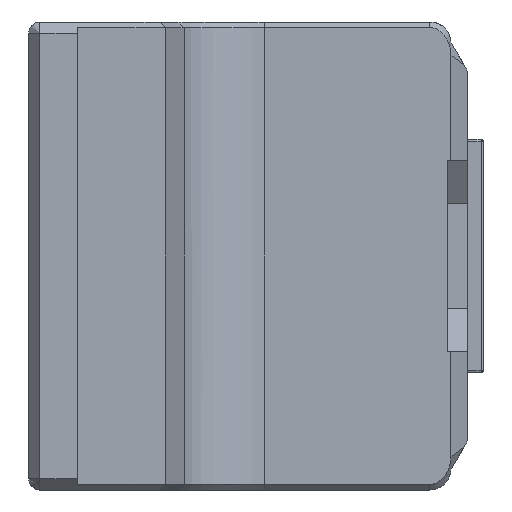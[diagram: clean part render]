
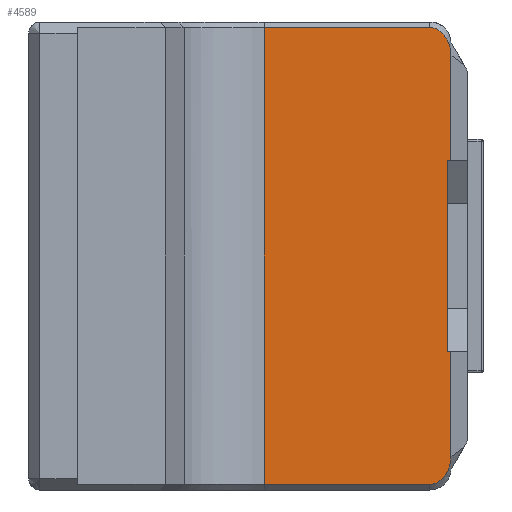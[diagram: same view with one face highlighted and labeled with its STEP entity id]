
A CAD part, front view. The second image highlights one B-rep face of the part: STEP entity #4589.
In plain terms, the highlighted free-form (B-spline) face has degree [1, 1] with [2, 2] control points.
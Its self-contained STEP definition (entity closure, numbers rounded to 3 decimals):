
#1706 = EDGE_CURVE('',#1707,#1709,#1711,.T.);
#1707 = VERTEX_POINT('',#1708);
#1708 = CARTESIAN_POINT('',(-6000.163,238.178,
    569.395));
#1709 = VERTEX_POINT('',#1710);
#1710 = CARTESIAN_POINT('',(-6000.163,238.178,
    1195.366));
#1711 = B_SPLINE_CURVE_WITH_KNOTS('',1,(#1712,#1713),.UNSPECIFIED.,.F.,
  .F.,(2,2),(-600.,-105.288),.PIECEWISE_BEZIER_KNOTS.);
#1712 = CARTESIAN_POINT('',(-6000.163,238.178,
    569.395));
#1713 = CARTESIAN_POINT('',(-6000.163,238.178,
    1195.366));
#4547 = VERTEX_POINT('',#4548);
#4548 = CARTESIAN_POINT('',(-7111.898,238.178,
    1361.364));
#4554 = EDGE_CURVE('',#4547,#4555,#4557,.T.);
#4555 = VERTEX_POINT('',#4556);
#4556 = CARTESIAN_POINT('',(-7111.898,238.178,
    -1361.364));
#4557 = B_SPLINE_CURVE_WITH_KNOTS('',1,(#4558,#4559),.UNSPECIFIED.,.F.,
  .F.,(2,2),(-25.902,2125.902),
  .PIECEWISE_BEZIER_KNOTS.);
#4558 = CARTESIAN_POINT('',(-7111.898,238.178,
    1361.364));
#4559 = CARTESIAN_POINT('',(-7111.898,238.178,
    -1361.364));
#4589 = ADVANCED_FACE('',(#4590),#4650,.F.);
#4590 = FACE_BOUND('',#4591,.T.);
#4591 = EDGE_LOOP('',(#4592,#4601,#4606,#4607,#4616,#4621,#4622,#4629,
    #4638,#4645));
#4592 = ORIENTED_EDGE('',*,*,#4593,.F.);
#4593 = EDGE_CURVE('',#4594,#4596,#4598,.T.);
#4594 = VERTEX_POINT('',#4595);
#4595 = CARTESIAN_POINT('',(-6021.674,238.178,
    569.395));
#4596 = VERTEX_POINT('',#4597);
#4597 = CARTESIAN_POINT('',(-6021.674,238.178,
    -569.395));
#4598 = B_SPLINE_CURVE_WITH_KNOTS('',1,(#4599,#4600),.UNSPECIFIED.,.F.,
  .F.,(2,2),(-900.,-0.),.PIECEWISE_BEZIER_KNOTS.);
#4599 = CARTESIAN_POINT('',(-6021.674,238.178,
    569.395));
#4600 = CARTESIAN_POINT('',(-6021.674,238.178,
    -569.395));
#4601 = ORIENTED_EDGE('',*,*,#4602,.T.);
#4602 = EDGE_CURVE('',#4594,#1707,#4603,.T.);
#4603 = B_SPLINE_CURVE_WITH_KNOTS('',1,(#4604,#4605),.UNSPECIFIED.,.F.,
  .F.,(2,2),(0.,17.),.PIECEWISE_BEZIER_KNOTS.);
#4604 = CARTESIAN_POINT('',(-6021.674,238.178,
    569.395));
#4605 = CARTESIAN_POINT('',(-6000.163,238.178,
    569.395));
#4606 = ORIENTED_EDGE('',*,*,#1706,.T.);
#4607 = ORIENTED_EDGE('',*,*,#4608,.T.);
#4608 = EDGE_CURVE('',#1709,#4609,#4611,.T.);
#4609 = VERTEX_POINT('',#4610);
#4610 = CARTESIAN_POINT('',(-6126.612,238.178,
    1361.364));
#4611 = ( BOUNDED_CURVE() B_SPLINE_CURVE(3,(#4612,#4613,#4614,#4615),
.UNSPECIFIED.,.F.,.F.) B_SPLINE_CURVE_WITH_KNOTS((4,4),(4.749,
6.283),.PIECEWISE_BEZIER_KNOTS.) CURVE() 
GEOMETRIC_REPRESENTATION_ITEM() RATIONAL_B_SPLINE_CURVE((1.,
0.813,0.813,1.)) REPRESENTATION_ITEM('') );
#4612 = CARTESIAN_POINT('',(-6000.163,238.178,
    1195.366));
#4613 = CARTESIAN_POINT('',(-6002.775,238.178,
    1293.321));
#4614 = CARTESIAN_POINT('',(-6054.606,238.178,
    1361.364));
#4615 = CARTESIAN_POINT('',(-6126.612,238.178,
    1361.364));
#4616 = ORIENTED_EDGE('',*,*,#4617,.F.);
#4617 = EDGE_CURVE('',#4547,#4609,#4618,.T.);
#4618 = B_SPLINE_CURVE_WITH_KNOTS('',1,(#4619,#4620),.UNSPECIFIED.,.F.,
  .F.,(2,2),(0.,778.683),
  .PIECEWISE_BEZIER_KNOTS.);
#4619 = CARTESIAN_POINT('',(-7111.898,238.178,
    1361.364));
#4620 = CARTESIAN_POINT('',(-6126.612,238.178,
    1361.364));
#4621 = ORIENTED_EDGE('',*,*,#4554,.T.);
#4622 = ORIENTED_EDGE('',*,*,#4623,.T.);
#4623 = EDGE_CURVE('',#4555,#4624,#4626,.T.);
#4624 = VERTEX_POINT('',#4625);
#4625 = CARTESIAN_POINT('',(-6126.612,238.178,
    -1361.364));
#4626 = B_SPLINE_CURVE_WITH_KNOTS('',1,(#4627,#4628),.UNSPECIFIED.,.F.,
  .F.,(2,2),(0.,778.683),
  .PIECEWISE_BEZIER_KNOTS.);
#4627 = CARTESIAN_POINT('',(-7111.898,238.178,
    -1361.364));
#4628 = CARTESIAN_POINT('',(-6126.612,238.178,
    -1361.364));
#4629 = ORIENTED_EDGE('',*,*,#4630,.T.);
#4630 = EDGE_CURVE('',#4624,#4631,#4633,.T.);
#4631 = VERTEX_POINT('',#4632);
#4632 = CARTESIAN_POINT('',(-6000.163,238.178,
    -1195.366));
#4633 = ( BOUNDED_CURVE() B_SPLINE_CURVE(3,(#4634,#4635,#4636,#4637),
.UNSPECIFIED.,.F.,.F.) B_SPLINE_CURVE_WITH_KNOTS((4,4),(
0.,1.535),.PIECEWISE_BEZIER_KNOTS.) CURVE() 
GEOMETRIC_REPRESENTATION_ITEM() RATIONAL_B_SPLINE_CURVE((1.,
0.813,0.813,1.)) REPRESENTATION_ITEM('') );
#4634 = CARTESIAN_POINT('',(-6126.612,238.178,
    -1361.364));
#4635 = CARTESIAN_POINT('',(-6054.606,238.178,
    -1361.364));
#4636 = CARTESIAN_POINT('',(-6002.775,238.178,
    -1293.321));
#4637 = CARTESIAN_POINT('',(-6000.163,238.178,
    -1195.366));
#4638 = ORIENTED_EDGE('',*,*,#4639,.T.);
#4639 = EDGE_CURVE('',#4631,#4640,#4642,.T.);
#4640 = VERTEX_POINT('',#4641);
#4641 = CARTESIAN_POINT('',(-6000.163,238.178,
    -569.395));
#4642 = B_SPLINE_CURVE_WITH_KNOTS('',1,(#4643,#4644),.UNSPECIFIED.,.F.,
  .F.,(2,2),(-1994.712,-1500.),.PIECEWISE_BEZIER_KNOTS.);
#4643 = CARTESIAN_POINT('',(-6000.163,238.178,
    -1195.366));
#4644 = CARTESIAN_POINT('',(-6000.163,238.178,
    -569.395));
#4645 = ORIENTED_EDGE('',*,*,#4646,.F.);
#4646 = EDGE_CURVE('',#4596,#4640,#4647,.T.);
#4647 = B_SPLINE_CURVE_WITH_KNOTS('',1,(#4648,#4649),.UNSPECIFIED.,.F.,
  .F.,(2,2),(0.,17.),.PIECEWISE_BEZIER_KNOTS.);
#4648 = CARTESIAN_POINT('',(-6021.674,238.178,
    -569.395));
#4649 = CARTESIAN_POINT('',(-6000.163,238.178,
    -569.395));
#4650 = B_SPLINE_SURFACE_WITH_KNOTS('',1,1,(
    (#4651,#4652)
    ,(#4653,#4654
    )),.UNSPECIFIED.,.F.,.F.,.F.,(2,2),(2,2),(-2125.902,
    25.902),(-878.683,-0.066),
  .PIECEWISE_BEZIER_KNOTS.);
#4651 = CARTESIAN_POINT('',(-7111.898,238.178,
    -1361.364));
#4652 = CARTESIAN_POINT('',(-6000.163,238.178,
    -1361.364));
#4653 = CARTESIAN_POINT('',(-7111.898,238.178,
    1361.364));
#4654 = CARTESIAN_POINT('',(-6000.163,238.178,
    1361.364));
